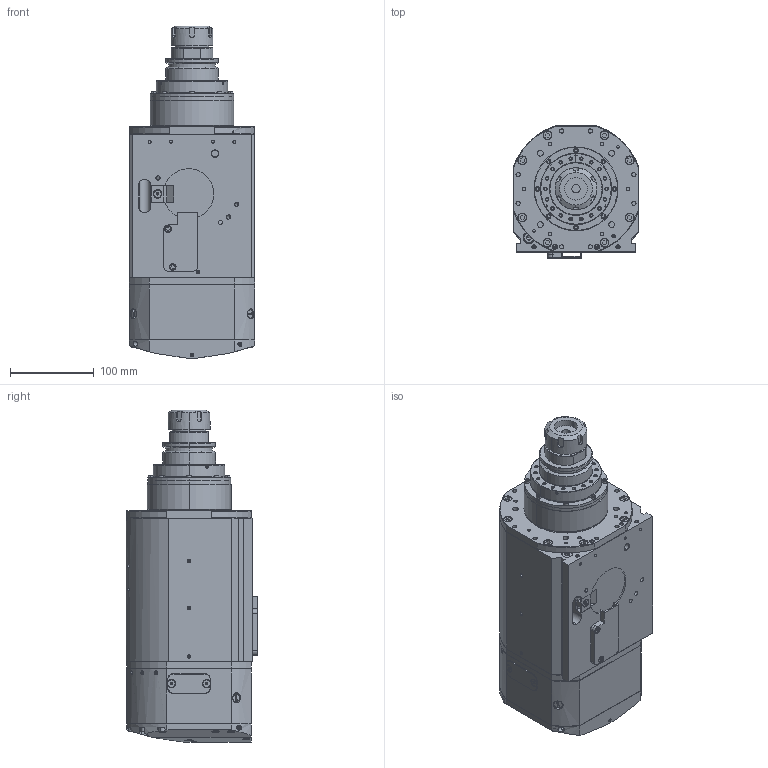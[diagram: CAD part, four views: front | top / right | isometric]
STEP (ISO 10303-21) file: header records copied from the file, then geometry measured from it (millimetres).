
FILE_DESCRIPTION (( 'STEP AP203' ), '1' );
FILE_NAME ('GDL75-15kW拻粣芛翋粣.STEP', '2022-10-28T01:40:18', ( '' ), ( '' ), 'SwSTEP 2.0', 'SolidWorks 2018', '' );
FILE_SCHEMA (( 'CONFIG_CONTROL_DESIGN' ));
Length unit declared in the file: millimetre
Products named in the file (37): GDL75-HSK63F-儂褲; GDL75-譎僧遠; GB／T 78-2000 内六角锥端紧定螺钉 M4×10; ER32ѹñ; GDL75-HSK63F-綴粣創弅; GB／T 70.1-2000 内六角圆柱头螺钉 M3×8; GB／T 77-2000 内六角平端紧定螺钉 M4×4; GDL75-HSK63F-揤盄啣; GDL75-譎僧遠饜粣創弅; GB／T 77-2000 内六角平端紧定螺钉 M6×6; GDL75-HSK63F-ァ詰弅; GDL75-HSK63F-秏秞ん; GB／T 70.3-2000 内六角沉头螺钉 M4×8; GB／T 70.2-2000 内六角平圆头螺钉 M5×5; GDL75-HSK63F-ァ詰弅蚾饜; GDL75-HSK63F-蛌赽蚾饜; GB／T 70.1-2000 内六角圆柱头螺钉 M5×80; DIN 6912 内六角低圆柱头螺钉 M6×16; GB／T 77-2000 内六角平端紧定螺钉 M4×6; GDL75-HSK63F-隅赽蚾饜; GDL75-HSK63F-綴裔蚾饜; GDL75-HSK63F-綴裔; GB／T 78-2000 内六角锥端紧定螺钉 M5×6; GDL75-HSK63F-接近开关维护盖板; GDL75-HSK63F-盄標; GB／T 77-2000 内六角平端紧定螺钉 M5×6; GDL75-HSK63F-蛌赽粣; GDL75-15kW拻粣芛翋粣; GDL75-HSK63F-ァ詰-綴裔蚾饜; 絮梟尨砩; GB／T 77-2000 内六角平端紧定螺钉 M14×10; GB／T 70.1-2000 内六角圆柱头螺钉 M5×16; GB／T 70.3-2000 内六角沉头螺钉 M4×12; DIN 6912 内六角低圆柱头螺钉 M6×20; GB／T 70.1-2000 内六角圆柱头螺钉 M4×10; GDL75-HSK63F-綴粣創弅蚾饜; GDL75-HSK63F-ヶ粣創弅
Assembly tree (99 placements, depth 4):
  GDL75-15kW拻粣芛翋粣
    GDL75-HSK63F-隅赽蚾饜
      GDL75-HSK63F-儂褲
      GB／T 77-2000 内六角平端紧定螺钉 M5×6  x2
      GB／T 77-2000 内六角平端紧定螺钉 M14×10
      GB／T 77-2000 内六角平端紧定螺钉 M4×6  x4
      GB／T 78-2000 内六角锥端紧定螺钉 M5×6  x2
    GDL75-HSK63F-蛌赽蚾饜
      GDL75-HSK63F-蛌赽粣
      GDL75-HSK63F-ヶ粣創弅
      GDL75-譎僧遠饜粣創弅
      GDL75-譎僧遠
      GB／T 78-2000 内六角锥端紧定螺钉 M4×10  x3
      GB／T 70.1-2000 内六角圆柱头螺钉 M3×8  x8
      GB／T 77-2000 内六角平端紧定螺钉 M4×4  x2
      DIN 6912 内六角低圆柱头螺钉 M6×20  x8
      GB／T 77-2000 内六角平端紧定螺钉 M6×6  x2
      GB／T 77-2000 内六角平端紧定螺钉 M4×6
    GDL75-HSK63F-綴粣創弅蚾饜
      GDL75-HSK63F-綴粣創弅
    DIN 6912 内六角低圆柱头螺钉 M6×16  x8
    GDL75-HSK63F-ァ詰-綴裔蚾饜
      GDL75-HSK63F-ァ詰弅蚾饜
        GDL75-HSK63F-ァ詰弅
        GB／T 77-2000 内六角平端紧定螺钉 M5×6  x6
        GDL75-HSK63F-秏秞ん  x2
      GDL75-HSK63F-綴裔蚾饜
        GDL75-HSK63F-綴裔
        GB／T 70.1-2000 内六角圆柱头螺钉 M3×8  x3
        GB／T 70.2-2000 内六角平圆头螺钉 M5×5  x2
        GB／T 77-2000 内六角平端紧定螺钉 M4×6  x2
        GB／T 77-2000 内六角平端紧定螺钉 M5×6
      GB／T 70.1-2000 内六角圆柱头螺钉 M5×16  x4
      GB／T 70.1-2000 内六角圆柱头螺钉 M5×80  x8
      GDL75-HSK63F-接近开关维护盖板  x3
      GB／T 70.3-2000 内六角沉头螺钉 M4×8  x6
    GDL75-HSK63F-盄標
    GB／T 70.1-2000 内六角圆柱头螺钉 M4×10  x2
    GDL75-HSK63F-揤盄啣
    GB／T 70.3-2000 内六角沉头螺钉 M4×12
    絮梟尨砩
    ER32ѹñ
Bounding box: 150 x 157 x 395.5 mm (x, y, z)
Volume: 6050574.1 mm3; surface area: 541465.2 mm2
Topology: 93 solids, 93 shells, 2995 faces, 6955 edges, 4260 vertices
Faces by surface type: plane 1179, cylinder 1021, cone 595, bspline 200
Entity records: 60051 total; most frequent: CARTESIAN_POINT 14889, DIRECTION 8623, ORIENTED_EDGE 7862, EDGE_CURVE 3931, AXIS2_PLACEMENT_3D 3432, VERTEX_POINT 2525, EDGE_LOOP 2086, LINE 1759
